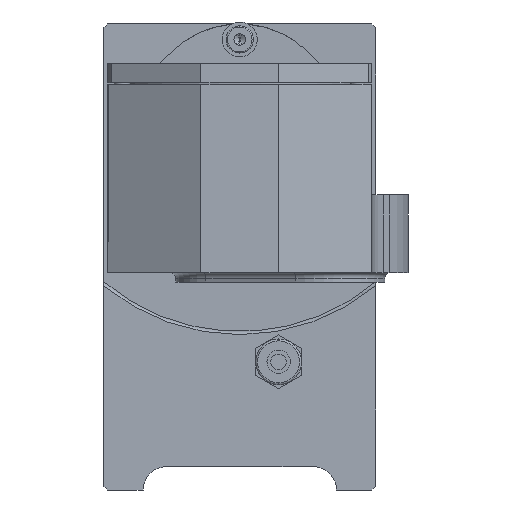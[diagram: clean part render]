
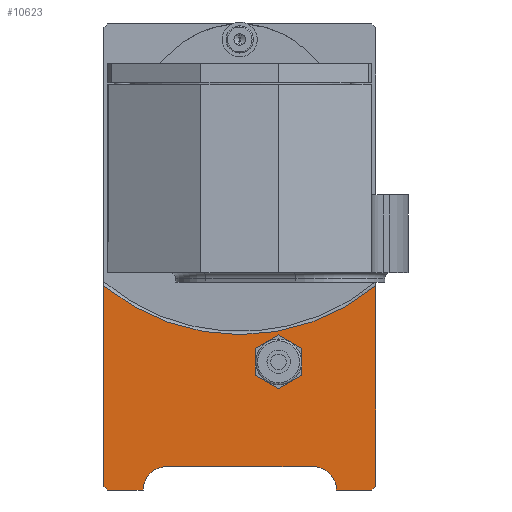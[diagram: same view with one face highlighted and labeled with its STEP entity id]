
A CAD part, left-side view. The second image highlights one B-rep face of the part: STEP entity #10623.
In plain terms, the highlighted planar face has unit normal (-1, 0, 0).
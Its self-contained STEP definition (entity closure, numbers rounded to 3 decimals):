
#3965=CARTESIAN_POINT('',(-13.,0.,0.));
#3966=DIRECTION('',(1.,0.,0.));
#3967=DIRECTION('',(0.,-0.636,-0.771));
#3968=AXIS2_PLACEMENT_3D('',#3965,#3966,#3967);
#3970=DIRECTION('',(0.,-1.,0.));
#3971=VECTOR('',#3970,9.1);
#3972=CARTESIAN_POINT('',(-13.,-24.9,-95.));
#3973=LINE('',#3972,#3971);
#3974=CARTESIAN_POINT('',(-13.,-18.9,-95.));
#3975=DIRECTION('',(-1.,0.,0.));
#3976=DIRECTION('',(0.,-1.,0.));
#3977=AXIS2_PLACEMENT_3D('',#3974,#3975,#3976);
#3979=DIRECTION('',(0.,1.,0.));
#3980=VECTOR('',#3979,37.8);
#3981=CARTESIAN_POINT('',(-13.,-18.9,-89.));
#3982=LINE('',#3981,#3980);
#3983=CARTESIAN_POINT('',(-13.,18.9,-95.));
#3984=DIRECTION('',(-1.,0.,0.));
#3985=DIRECTION('',(0.,0.,1.));
#3986=AXIS2_PLACEMENT_3D('',#3983,#3984,#3985);
#3988=DIRECTION('',(0.,-1.,0.));
#3989=VECTOR('',#3988,9.1);
#3990=CARTESIAN_POINT('',(-13.,34.,-95.));
#3991=LINE('',#3990,#3989);
#3992=DIRECTION('',(0.,-0.707,-0.707));
#3993=VECTOR('',#3992,1.414);
#3994=CARTESIAN_POINT('',(-13.,35.,-94.));
#3995=LINE('',#3994,#3993);
#3996=DIRECTION('',(0.,0.,-1.));
#3997=VECTOR('',#3996,51.574);
#3998=CARTESIAN_POINT('',(-13.,35.,-42.426));
#3999=LINE('',#3998,#3997);
#4000=DIRECTION('',(0.,0.,1.));
#4001=VECTOR('',#4000,51.574);
#4002=CARTESIAN_POINT('',(-13.,-35.,-94.));
#4003=LINE('',#4002,#4001);
#4004=DIRECTION('',(0.,-0.707,0.707));
#4005=VECTOR('',#4004,1.414);
#4006=CARTESIAN_POINT('',(-13.,-34.,-95.));
#4007=LINE('',#4006,#4005);
#4008=DIRECTION('',(0.,-0.866,0.5));
#4009=VECTOR('',#4008,6.928);
#4010=CARTESIAN_POINT('',(-13.,-10.,-68.928));
#4011=LINE('',#4010,#4009);
#4012=DIRECTION('',(0.,0.,1.));
#4013=VECTOR('',#4012,6.928);
#4014=CARTESIAN_POINT('',(-13.,-16.,-65.464));
#4015=LINE('',#4014,#4013);
#4016=DIRECTION('',(0.,0.866,0.5));
#4017=VECTOR('',#4016,6.928);
#4018=CARTESIAN_POINT('',(-13.,-16.,-58.536));
#4019=LINE('',#4018,#4017);
#4020=DIRECTION('',(0.,0.866,-0.5));
#4021=VECTOR('',#4020,6.928);
#4022=CARTESIAN_POINT('',(-13.,-10.,-55.072));
#4023=LINE('',#4022,#4021);
#4024=DIRECTION('',(0.,0.,-1.));
#4025=VECTOR('',#4024,6.928);
#4026=CARTESIAN_POINT('',(-13.,-4.,-58.536));
#4027=LINE('',#4026,#4025);
#4028=DIRECTION('',(0.,-0.866,-0.5));
#4029=VECTOR('',#4028,6.928);
#4030=CARTESIAN_POINT('',(-13.,-4.,-65.464));
#4031=LINE('',#4030,#4029);
#5158=CARTESIAN_POINT('',(-13.,-24.9,-95.));
#5160=VERTEX_POINT('',#5158);
#5162=CARTESIAN_POINT('',(-13.,24.9,-95.));
#5164=VERTEX_POINT('',#5162);
#5166=CARTESIAN_POINT('',(-13.,18.9,-89.));
#5168=VERTEX_POINT('',#5166);
#5170=CARTESIAN_POINT('',(-13.,-18.9,-89.));
#5172=VERTEX_POINT('',#5170);
#5190=CARTESIAN_POINT('',(-13.,-34.,-95.));
#5192=VERTEX_POINT('',#5190);
#5194=CARTESIAN_POINT('',(-13.,-35.,-94.));
#5196=VERTEX_POINT('',#5194);
#5198=CARTESIAN_POINT('',(-13.,35.,-94.));
#5200=VERTEX_POINT('',#5198);
#5202=CARTESIAN_POINT('',(-13.,34.,-95.));
#5204=VERTEX_POINT('',#5202);
#5214=CARTESIAN_POINT('',(-13.,-35.,-42.426));
#5215=VERTEX_POINT('',#5214);
#5216=CARTESIAN_POINT('',(-13.,35.,-42.426));
#5217=VERTEX_POINT('',#5216);
#6010=CARTESIAN_POINT('',(-13.,-10.,-68.928));
#6011=CARTESIAN_POINT('',(-13.,-16.,-65.464));
#6012=VERTEX_POINT('',#6010);
#6013=VERTEX_POINT('',#6011);
#6014=CARTESIAN_POINT('',(-13.,-16.,-58.536));
#6015=VERTEX_POINT('',#6014);
#6016=CARTESIAN_POINT('',(-13.,-10.,-55.072));
#6017=VERTEX_POINT('',#6016);
#6018=CARTESIAN_POINT('',(-13.,-4.,-58.536));
#6019=VERTEX_POINT('',#6018);
#6020=CARTESIAN_POINT('',(-13.,-4.,-65.464));
#6021=VERTEX_POINT('',#6020);
#10585=CARTESIAN_POINT('',(-13.,0.,0.));
#10586=DIRECTION('',(-1.,0.,0.));
#10587=DIRECTION('',(0.,0.,1.));
#10588=AXIS2_PLACEMENT_3D('',#10585,#10586,#10587);
#10589=PLANE('',#10588);
#10591=ORIENTED_EDGE('',*,*,#10590,.F.);
#10593=ORIENTED_EDGE('',*,*,#10592,.T.);
#10595=ORIENTED_EDGE('',*,*,#10594,.T.);
#10597=ORIENTED_EDGE('',*,*,#10596,.T.);
#10599=ORIENTED_EDGE('',*,*,#10598,.F.);
#10601=ORIENTED_EDGE('',*,*,#10600,.F.);
#10602=ORIENTED_EDGE('',*,*,#10551,.F.);
#10603=ORIENTED_EDGE('',*,*,#10579,.F.);
#10604=ORIENTED_EDGE('',*,*,#6356,.F.);
#10606=ORIENTED_EDGE('',*,*,#10605,.F.);
#10607=EDGE_LOOP('',(#10591,#10593,#10595,#10597,#10599,#10601,#10602,#10603,
#10604,#10606));
#10608=FACE_OUTER_BOUND('',#10607,.F.);
#10610=ORIENTED_EDGE('',*,*,#10609,.T.);
#10612=ORIENTED_EDGE('',*,*,#10611,.T.);
#10614=ORIENTED_EDGE('',*,*,#10613,.T.);
#10616=ORIENTED_EDGE('',*,*,#10615,.T.);
#10618=ORIENTED_EDGE('',*,*,#10617,.T.);
#10620=ORIENTED_EDGE('',*,*,#10619,.T.);
#10621=EDGE_LOOP('',(#10610,#10612,#10614,#10616,#10618,#10620));
#10622=FACE_BOUND('',#10621,.F.);
#10623=ADVANCED_FACE('',(#10608,#10622),#10589,.T.);
#3969=CIRCLE('',#3968,55.);
#3978=CIRCLE('',#3977,6.);
#3987=CIRCLE('',#3986,6.);
#6356=EDGE_CURVE('',#5196,#5215,#4003,.T.);
#10551=EDGE_CURVE('',#5217,#5200,#3999,.T.);
#10579=EDGE_CURVE('',#5215,#5217,#3969,.T.);
#10590=EDGE_CURVE('',#5160,#5192,#3973,.T.);
#10592=EDGE_CURVE('',#5160,#5172,#3978,.T.);
#10594=EDGE_CURVE('',#5172,#5168,#3982,.T.);
#10596=EDGE_CURVE('',#5168,#5164,#3987,.T.);
#10598=EDGE_CURVE('',#5204,#5164,#3991,.T.);
#10600=EDGE_CURVE('',#5200,#5204,#3995,.T.);
#10605=EDGE_CURVE('',#5192,#5196,#4007,.T.);
#10609=EDGE_CURVE('',#6012,#6013,#4011,.T.);
#10611=EDGE_CURVE('',#6013,#6015,#4015,.T.);
#10613=EDGE_CURVE('',#6015,#6017,#4019,.T.);
#10615=EDGE_CURVE('',#6017,#6019,#4023,.T.);
#10617=EDGE_CURVE('',#6019,#6021,#4027,.T.);
#10619=EDGE_CURVE('',#6021,#6012,#4031,.T.);
